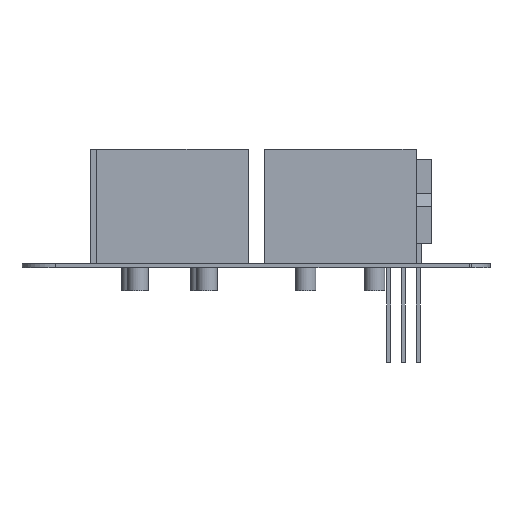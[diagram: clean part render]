
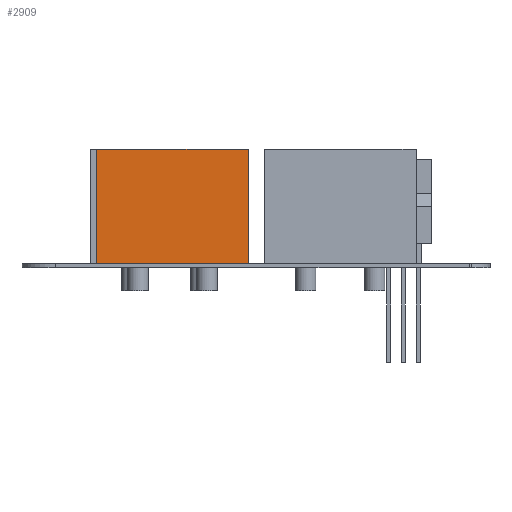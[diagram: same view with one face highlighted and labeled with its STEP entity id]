
A CAD part, front view. The second image highlights one B-rep face of the part: STEP entity #2909.
In plain terms, the highlighted planar face has unit normal (0, -1, 0).
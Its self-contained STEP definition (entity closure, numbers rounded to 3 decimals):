
#2884 = VERTEX_POINT('',#2885);
#2885 = CARTESIAN_POINT('',(13.95,-13.03,21.));
#2891 = EDGE_CURVE('',#2892,#2884,#2894,.T.);
#2892 = VERTEX_POINT('',#2893);
#2893 = CARTESIAN_POINT('',(13.95,-13.03,0.));
#2894 = LINE('',#2895,#2896);
#2895 = CARTESIAN_POINT('',(13.95,-13.03,0.));
#2896 = VECTOR('',#2897,1.);
#2897 = DIRECTION('',(0.,0.,1.));
#2909 = ADVANCED_FACE('',(#2910),#2935,.T.);
#2910 = FACE_BOUND('',#2911,.T.);
#2911 = EDGE_LOOP('',(#2912,#2913,#2921,#2929));
#2912 = ORIENTED_EDGE('',*,*,#2891,.T.);
#2913 = ORIENTED_EDGE('',*,*,#2914,.T.);
#2914 = EDGE_CURVE('',#2884,#2915,#2917,.T.);
#2915 = VERTEX_POINT('',#2916);
#2916 = CARTESIAN_POINT('',(-13.95,-13.03,21.));
#2917 = LINE('',#2918,#2919);
#2918 = CARTESIAN_POINT('',(13.95,-13.03,21.));
#2919 = VECTOR('',#2920,1.);
#2920 = DIRECTION('',(-1.,0.,0.));
#2921 = ORIENTED_EDGE('',*,*,#2922,.F.);
#2922 = EDGE_CURVE('',#2923,#2915,#2925,.T.);
#2923 = VERTEX_POINT('',#2924);
#2924 = CARTESIAN_POINT('',(-13.95,-13.03,0.));
#2925 = LINE('',#2926,#2927);
#2926 = CARTESIAN_POINT('',(-13.95,-13.03,0.));
#2927 = VECTOR('',#2928,1.);
#2928 = DIRECTION('',(0.,0.,1.));
#2929 = ORIENTED_EDGE('',*,*,#2930,.F.);
#2930 = EDGE_CURVE('',#2892,#2923,#2931,.T.);
#2931 = LINE('',#2932,#2933);
#2932 = CARTESIAN_POINT('',(13.95,-13.03,0.));
#2933 = VECTOR('',#2934,1.);
#2934 = DIRECTION('',(-1.,0.,0.));
#2935 = PLANE('',#2936);
#2936 = AXIS2_PLACEMENT_3D('',#2937,#2938,#2939);
#2937 = CARTESIAN_POINT('',(13.95,-13.03,0.));
#2938 = DIRECTION('',(0.,-1.,0.));
#2939 = DIRECTION('',(-1.,0.,0.));
